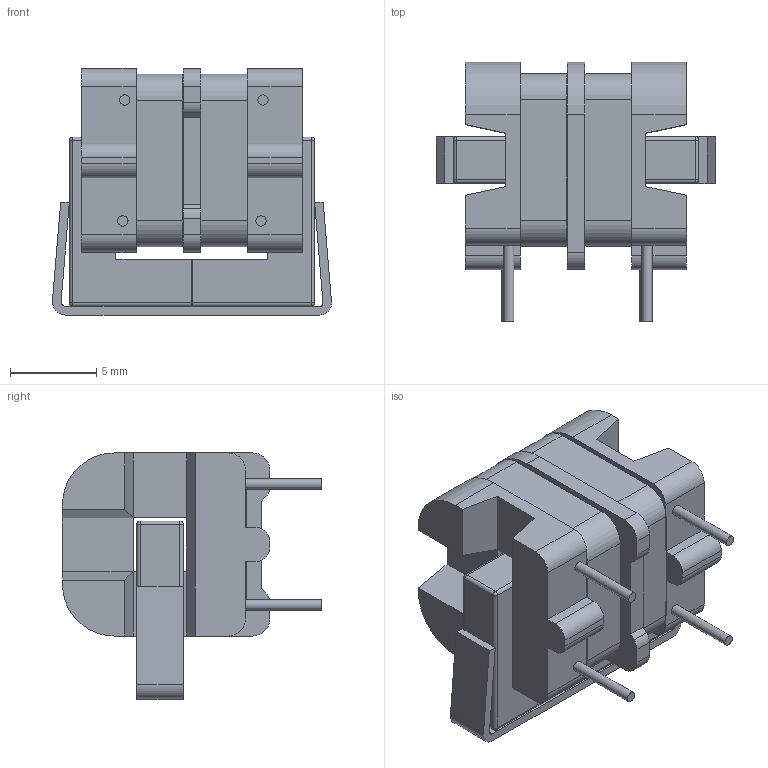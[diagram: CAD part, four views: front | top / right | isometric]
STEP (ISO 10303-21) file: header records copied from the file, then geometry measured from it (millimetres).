
FILE_DESCRIPTION(/* description */ (''),/* implementation_level */ '2;1');
FILE_NAME(/* name */ 'Сборка1.stp',/* time_stamp */ '2021-09-10T17:32:50+03:00',/* author */ ('VB'),/* organization */ (''),/* preprocessor_version */ 'ST-DEVELOPER v18',/* originating_system */ 'Autodesk Inventor 2020',/* authorisation */ '');
FILE_SCHEMA (('AUTOMOTIVE_DESIGN { 1 0 10303 214 3 1 1 }'));
Length unit declared in the file: millimetre
Products named in the file (3): Сборка1; User Library-UF9_8; User Library-UF9_8_1
Assembly tree (2 placements, depth 2):
  Сборка1
    User Library-UF9_8
    User Library-UF9_8_1
Bounding box: 16.15 x 15 x 14.25 mm (x, y, z)
Volume: 1343.3 mm3; surface area: 2364.1 mm2
Topology: 9 solids, 9 shells, 177 faces, 451 edges, 286 vertices
Faces by surface type: plane 113, cylinder 56, sphere 8
Full cylindrical faces by diameter (mm): 0.6 x4
Entity records: 5554 total; most frequent: DIRECTION 927, CARTESIAN_POINT 911, ORIENTED_EDGE 886, EDGE_CURVE 443, LINE 323, VECTOR 323, AXIS2_PLACEMENT_3D 302, VERTEX_POINT 286
